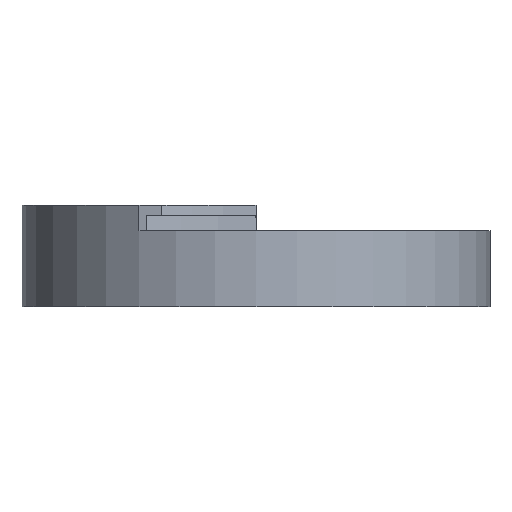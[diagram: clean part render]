
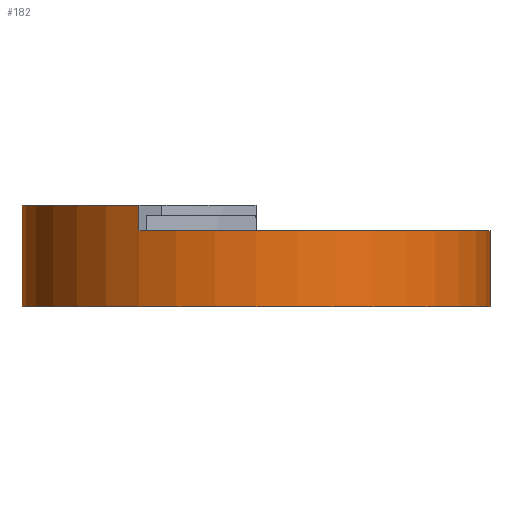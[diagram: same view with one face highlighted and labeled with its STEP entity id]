
A CAD part, left-side view. The second image highlights one B-rep face of the part: STEP entity #182.
In plain terms, the highlighted cylindrical face has radius 46 mm (diameter 92 mm), a full revolution.
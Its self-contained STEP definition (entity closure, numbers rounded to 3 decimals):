
#54 = EDGE_CURVE('',#55,#57,#59,.T.);
#55 = VERTEX_POINT('',#56);
#56 = CARTESIAN_POINT('',(-39.837,23.,50.));
#57 = VERTEX_POINT('',#58);
#58 = CARTESIAN_POINT('',(46.,0.,50.));
#59 = CIRCLE('',#60,46.);
#60 = AXIS2_PLACEMENT_3D('',#61,#62,#63);
#61 = CARTESIAN_POINT('',(0.,0.,50.));
#62 = DIRECTION('',(0.,0.,1.));
#63 = DIRECTION('',(1.,0.,0.));
#182 = ADVANCED_FACE('',(#183),#224,.T.);
#183 = FACE_BOUND('',#184,.F.);
#184 = EDGE_LOOP('',(#185,#194,#199,#207,#216,#222,#223));
#185 = ORIENTED_EDGE('',*,*,#186,.F.);
#186 = EDGE_CURVE('',#187,#187,#189,.T.);
#187 = VERTEX_POINT('',#188);
#188 = CARTESIAN_POINT('',(46.,0.,35.));
#189 = CIRCLE('',#190,46.);
#190 = AXIS2_PLACEMENT_3D('',#191,#192,#193);
#191 = CARTESIAN_POINT('',(0.,0.,35.));
#192 = DIRECTION('',(0.,0.,1.));
#193 = DIRECTION('',(1.,0.,0.));
#194 = ORIENTED_EDGE('',*,*,#195,.F.);
#195 = EDGE_CURVE('',#57,#187,#196,.T.);
#196 = B_SPLINE_CURVE_WITH_KNOTS('',1,(#197,#198),.UNSPECIFIED.,.F.,.F.,
  (2,2),(-50.,-25.),.PIECEWISE_BEZIER_KNOTS.);
#197 = CARTESIAN_POINT('',(46.,0.,50.));
#198 = CARTESIAN_POINT('',(46.,0.,25.));
#199 = ORIENTED_EDGE('',*,*,#200,.T.);
#200 = EDGE_CURVE('',#57,#201,#203,.T.);
#201 = VERTEX_POINT('',#202);
#202 = CARTESIAN_POINT('',(46.,0.,55.));
#203 = LINE('',#204,#205);
#204 = CARTESIAN_POINT('',(46.,0.,50.));
#205 = VECTOR('',#206,1.);
#206 = DIRECTION('',(0.,0.,1.));
#207 = ORIENTED_EDGE('',*,*,#208,.T.);
#208 = EDGE_CURVE('',#201,#209,#211,.T.);
#209 = VERTEX_POINT('',#210);
#210 = CARTESIAN_POINT('',(-39.837,23.,55.));
#211 = CIRCLE('',#212,46.);
#212 = AXIS2_PLACEMENT_3D('',#213,#214,#215);
#213 = CARTESIAN_POINT('',(0.,0.,55.));
#214 = DIRECTION('',(0.,0.,1.));
#215 = DIRECTION('',(1.,0.,0.));
#216 = ORIENTED_EDGE('',*,*,#217,.F.);
#217 = EDGE_CURVE('',#55,#209,#218,.T.);
#218 = LINE('',#219,#220);
#219 = CARTESIAN_POINT('',(-39.837,23.,50.));
#220 = VECTOR('',#221,1.);
#221 = DIRECTION('',(0.,0.,1.));
#222 = ORIENTED_EDGE('',*,*,#54,.T.);
#223 = ORIENTED_EDGE('',*,*,#195,.T.);
#224 = CYLINDRICAL_SURFACE('',#225,46.);
#225 = AXIS2_PLACEMENT_3D('',#226,#227,#228);
#226 = CARTESIAN_POINT('',(0.,0.,0.));
#227 = DIRECTION('',(-0.,-0.,-1.));
#228 = DIRECTION('',(1.,0.,0.));
